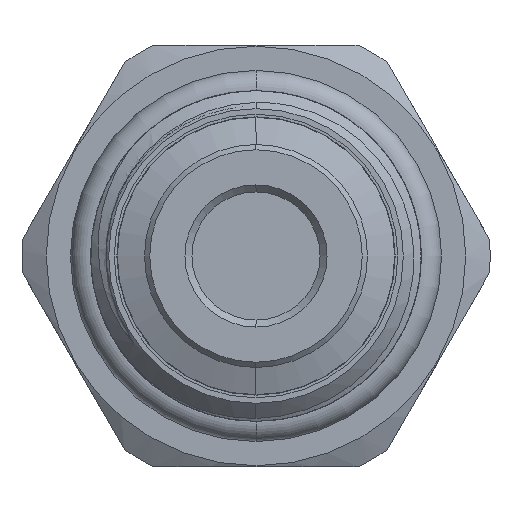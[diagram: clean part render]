
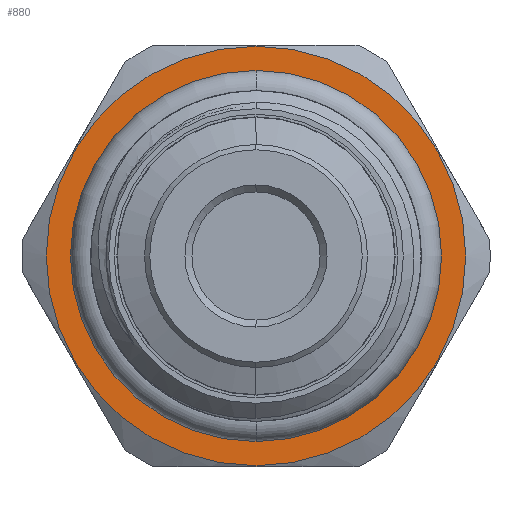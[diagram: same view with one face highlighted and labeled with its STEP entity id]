
A CAD part, left-side view. The second image highlights one B-rep face of the part: STEP entity #880.
In plain terms, the highlighted planar face has unit normal (-1, 0, 0).
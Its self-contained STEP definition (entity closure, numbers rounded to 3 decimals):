
#134 = VERTEX_POINT ( 'NONE', #7310 ) ;
#201 = EDGE_CURVE ( 'NONE', #5321, #7789, #6587, .T. ) ;
#849 = CIRCLE ( 'NONE', #6613, 11.95 ) ;
#880 = ADVANCED_FACE ( 'NONE', ( #7917, #9277 ), #8344, .T. ) ;
#1134 = CIRCLE ( 'NONE', #6010, 11.95 ) ;
#1447 = ORIENTED_EDGE ( 'NONE', *, *, #5611, .T. ) ;
#1512 = CARTESIAN_POINT ( 'NONE',  ( -37.669, 0., 0. ) ) ;
#1839 = DIRECTION ( 'NONE',  ( 0., 0., -1. ) ) ;
#2383 = DIRECTION ( 'NONE',  ( -1., 0., 0. ) ) ;
#2453 = CARTESIAN_POINT ( 'NONE',  ( -37.669, 0., 0. ) ) ;
#2626 = DIRECTION ( 'NONE',  ( 0., 0., -1. ) ) ;
#2640 = VERTEX_POINT ( 'NONE', #10739 ) ;
#3219 = CARTESIAN_POINT ( 'NONE',  ( -37.669, -11.95, 0. ) ) ;
#3229 = EDGE_CURVE ( 'NONE', #2640, #134, #849, .T. ) ;
#4457 = EDGE_LOOP ( 'NONE', ( #6550, #5159 ) ) ;
#4647 = ORIENTED_EDGE ( 'NONE', *, *, #201, .T. ) ;
#4841 = CARTESIAN_POINT ( 'NONE',  ( -37.669, 0., 8.895 ) ) ;
#4935 = DIRECTION ( 'NONE',  ( 1., 0., 0. ) ) ;
#5159 = ORIENTED_EDGE ( 'NONE', *, *, #3229, .T. ) ;
#5321 = VERTEX_POINT ( 'NONE', #9862 ) ;
#5510 = CIRCLE ( 'NONE', #9479, 8.895 ) ;
#5611 = EDGE_CURVE ( 'NONE', #7789, #5321, #5510, .T. ) ;
#5880 = DIRECTION ( 'NONE',  ( 0., 0., -1. ) ) ;
#6010 = AXIS2_PLACEMENT_3D ( 'NONE', #2453, #10133, #5880 ) ;
#6158 = DIRECTION ( 'NONE',  ( -1., 0., 0. ) ) ;
#6322 = AXIS2_PLACEMENT_3D ( 'NONE', #3219, #2383, #2626 ) ;
#6550 = ORIENTED_EDGE ( 'NONE', *, *, #9501, .T. ) ;
#6587 = CIRCLE ( 'NONE', #8326, 8.895 ) ;
#6613 = AXIS2_PLACEMENT_3D ( 'NONE', #9630, #6158, #7005 ) ;
#6966 = DIRECTION ( 'NONE',  ( 1., 0., 0. ) ) ;
#7005 = DIRECTION ( 'NONE',  ( 0., 0., -1. ) ) ;
#7310 = CARTESIAN_POINT ( 'NONE',  ( -37.669, 0., -11.95 ) ) ;
#7458 = DIRECTION ( 'NONE',  ( 0., 0., -1. ) ) ;
#7789 = VERTEX_POINT ( 'NONE', #4841 ) ;
#7917 = FACE_BOUND ( 'NONE', #10434, .T. ) ;
#8326 = AXIS2_PLACEMENT_3D ( 'NONE', #1512, #4935, #7458 ) ;
#8344 = PLANE ( 'NONE',  #6322 ) ;
#9277 = FACE_OUTER_BOUND ( 'NONE', #4457, .T. ) ;
#9479 = AXIS2_PLACEMENT_3D ( 'NONE', #10450, #6966, #1839 ) ;
#9501 = EDGE_CURVE ( 'NONE', #134, #2640, #1134, .T. ) ;
#9630 = CARTESIAN_POINT ( 'NONE',  ( -37.669, 0., 0. ) ) ;
#9862 = CARTESIAN_POINT ( 'NONE',  ( -37.669, 0., -8.895 ) ) ;
#10133 = DIRECTION ( 'NONE',  ( -1., 0., 0. ) ) ;
#10434 = EDGE_LOOP ( 'NONE', ( #4647, #1447 ) ) ;
#10450 = CARTESIAN_POINT ( 'NONE',  ( -37.669, 0., 0. ) ) ;
#10739 = CARTESIAN_POINT ( 'NONE',  ( -37.669, 0., 11.95 ) ) ;
